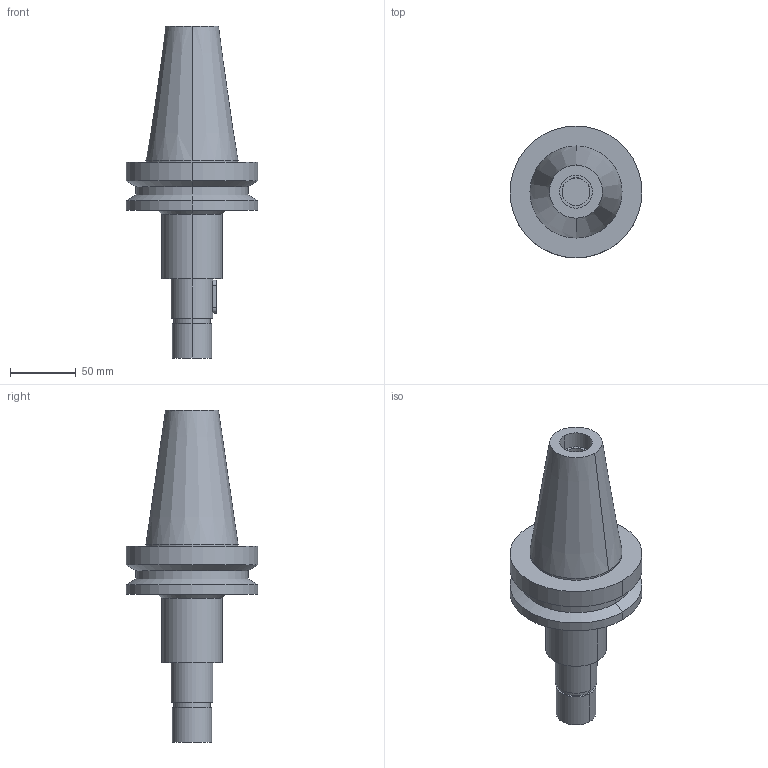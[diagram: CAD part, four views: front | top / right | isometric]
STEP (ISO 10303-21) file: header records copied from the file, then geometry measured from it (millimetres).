
FILE_DESCRIPTION((''),'2;1');
FILE_NAME('BBT50-SCA31_75-90','2018-09-05T',('ykawabe'),(''),'CREO PARAMETRIC BY PTC INC, 2016380','CREO PARAMETRIC BY PTC INC, 2016380','');
FILE_SCHEMA(('AUTOMOTIVE_DESIGN { 1 0 10303 214 1 1 1 1 }'));
Length unit declared in the file: millimetre
Products named in the file (1): BBT50-SCA31_75-90
Bounding box: 100 x 100 x 251.8 mm (x, y, z)
Volume: 615127.4 mm3; surface area: 64356.1 mm2
Topology: 1 solids, 1 shells, 42 faces, 88 edges, 56 vertices
Faces by surface type: cylinder 22, plane 12, cone 8
Entity records: 1676 total; most frequent: DIRECTION 226, CARTESIAN_POINT 220, ORIENTED_EDGE 176, AXIS2_PLACEMENT_3D 95, PRESENTATION_STYLE_ASSIGNMENT 93, STYLED_ITEM 93, CURVE_STYLE 92, EDGE_CURVE 88
